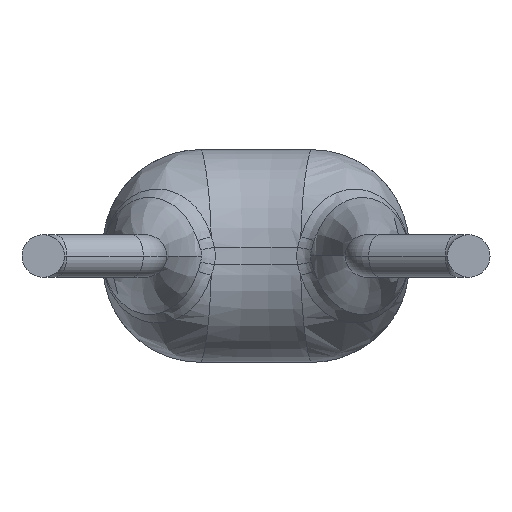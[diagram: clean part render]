
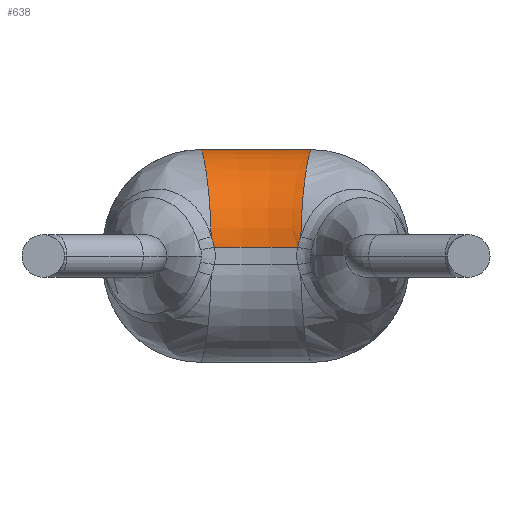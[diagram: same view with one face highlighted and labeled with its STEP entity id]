
A CAD part, front view. The second image highlights one B-rep face of the part: STEP entity #638.
In plain terms, the highlighted toroidal (fillet/blend) face has major radius 3.071 mm and minor radius 1.15 mm.
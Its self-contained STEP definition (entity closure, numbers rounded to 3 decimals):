
#86 = VERTEX_POINT ( 'NONE', #1092 ) ;
#120 = ORIENTED_EDGE ( 'NONE', *, *, #1434, .T. ) ;
#136 = EDGE_CURVE ( 'NONE', #86, #863, #374, .T. ) ;
#156 = CARTESIAN_POINT ( 'NONE',  ( -0.527, 2.433, 0.225 ) ) ;
#245 = CARTESIAN_POINT ( 'NONE',  ( 0.488, 2.437, 0.1 ) ) ;
#258 = VERTEX_POINT ( 'NONE', #2592 ) ;
#374 = B_SPLINE_CURVE_WITH_KNOTS ( 'NONE', 3,
 ( #1892, #2542, #2305, #489, #2133, #1079, #2512, #2109, #1294, #911 ),
 .UNSPECIFIED., .F., .F.,
 ( 4, 2, 2, 2, 4 ),
 ( 0., 0.001, 0.001, 0.001, 0.002 ),
 .UNSPECIFIED. ) ;
#458 = CARTESIAN_POINT ( 'NONE',  ( 0., 0.579, 1.25 ) ) ;
#489 = CARTESIAN_POINT ( 'NONE',  ( 0.556, 2.619, 0.753 ) ) ;
#562 = CARTESIAN_POINT ( 'NONE',  ( -0.537, 2.49, 0.504 ) ) ;
#565 = EDGE_CURVE ( 'NONE', #258, #86, #1768, .T. ) ;
#638 = ADVANCED_FACE ( 'NONE', ( #1284 ), #1557, .T. ) ;
#669 = CARTESIAN_POINT ( 'NONE',  ( -0.527, 2.433, 0.225 ) ) ;
#681 = CARTESIAN_POINT ( 'NONE',  ( -0.488, 2.437, 0.1 ) ) ;
#703 = ORIENTED_EDGE ( 'NONE', *, *, #1187, .T. ) ;
#720 = CARTESIAN_POINT ( 'NONE',  ( 0., 0.579, 0.1 ) ) ;
#775 = ORIENTED_EDGE ( 'NONE', *, *, #565, .T. ) ;
#863 = VERTEX_POINT ( 'NONE', #1397 ) ;
#911 = CARTESIAN_POINT ( 'NONE',  ( 0.65, 3.58, 1.25 ) ) ;
#936 = DIRECTION ( 'NONE',  ( -1., 0., 0. ) ) ;
#944 = CARTESIAN_POINT ( 'NONE',  ( -0.609, 3.036, 1.125 ) ) ;
#1018 = ORIENTED_EDGE ( 'NONE', *, *, #2447, .F. ) ;
#1040 = CARTESIAN_POINT ( 'NONE',  ( -0.65, 3.58, 1.25 ) ) ;
#1057 = AXIS2_PLACEMENT_3D ( 'NONE', #458, #1659, #2286 ) ;
#1058 = ORIENTED_EDGE ( 'NONE', *, *, #2183, .F. ) ;
#1079 = CARTESIAN_POINT ( 'NONE',  ( 0.595, 2.914, 1.051 ) ) ;
#1092 = CARTESIAN_POINT ( 'NONE',  ( 0.527, 2.433, 0.225 ) ) ;
#1125 = DIRECTION ( 'NONE',  ( 0., 0., -1. ) ) ;
#1154 = CARTESIAN_POINT ( 'NONE',  ( -0.53, 2.449, 0.366 ) ) ;
#1173 = CARTESIAN_POINT ( 'NONE',  ( -0.595, 2.914, 1.051 ) ) ;
#1187 = EDGE_CURVE ( 'NONE', #2453, #2567, #1393, .T. ) ;
#1270 = CARTESIAN_POINT ( 'NONE',  ( 0.497, 2.435, 0.143 ) ) ;
#1284 = FACE_OUTER_BOUND ( 'NONE', #1465, .T. ) ;
#1294 = CARTESIAN_POINT ( 'NONE',  ( 0.642, 3.44, 1.25 ) ) ;
#1393 = B_SPLINE_CURVE_WITH_KNOTS ( 'NONE', 3,
 ( #2561, #1535, #2358, #944, #1173, #2588, #1758, #562, #1154, #156 ),
 .UNSPECIFIED., .F., .F.,
 ( 4, 2, 2, 2, 4 ),
 ( 0., 0., 0.001, 0.001, 0.002 ),
 .UNSPECIFIED. ) ;
#1397 = CARTESIAN_POINT ( 'NONE',  ( 0.65, 3.58, 1.25 ) ) ;
#1434 = EDGE_CURVE ( 'NONE', #2567, #1846, #1791, .T. ) ;
#1448 = CIRCLE ( 'NONE', #2507, 1.921 ) ;
#1465 = EDGE_LOOP ( 'NONE', ( #703, #120, #1058, #775, #1578, #1018 ) ) ;
#1497 = CARTESIAN_POINT ( 'NONE',  ( -0.527, 2.433, 0.225 ) ) ;
#1533 = CARTESIAN_POINT ( 'NONE',  ( 0., 0.579, 0.1 ) ) ;
#1535 = CARTESIAN_POINT ( 'NONE',  ( -0.643, 3.44, 1.25 ) ) ;
#1557 = TOROIDAL_SURFACE ( 'NONE', #2049, 3.071, 1.15 ) ;
#1578 = ORIENTED_EDGE ( 'NONE', *, *, #136, .T. ) ;
#1659 = DIRECTION ( 'NONE',  ( 0., 0., -1. ) ) ;
#1683 = CARTESIAN_POINT ( 'NONE',  ( 0.527, 2.433, 0.225 ) ) ;
#1756 = CIRCLE ( 'NONE', #1057, 3.071 ) ;
#1758 = CARTESIAN_POINT ( 'NONE',  ( -0.556, 2.619, 0.753 ) ) ;
#1768 = B_SPLINE_CURVE_WITH_KNOTS ( 'NONE', 3,
 ( #245, #1270, #2515, #1683 ),
 .UNSPECIFIED., .F., .F.,
 ( 4, 4 ),
 ( 0., 0. ),
 .UNSPECIFIED. ) ;
#1791 = B_SPLINE_CURVE_WITH_KNOTS ( 'NONE', 3,
 ( #669, #1866, #2502, #681 ),
 .UNSPECIFIED., .F., .F.,
 ( 4, 4 ),
 ( 0., 0. ),
 .UNSPECIFIED. ) ;
#1846 = VERTEX_POINT ( 'NONE', #1864 ) ;
#1864 = CARTESIAN_POINT ( 'NONE',  ( -0.488, 2.437, 0.1 ) ) ;
#1866 = CARTESIAN_POINT ( 'NONE',  ( -0.51, 2.434, 0.185 ) ) ;
#1892 = CARTESIAN_POINT ( 'NONE',  ( 0.527, 2.433, 0.225 ) ) ;
#2049 = AXIS2_PLACEMENT_3D ( 'NONE', #1533, #1125, #2338 ) ;
#2109 = CARTESIAN_POINT ( 'NONE',  ( 0.632, 3.299, 1.224 ) ) ;
#2133 = CARTESIAN_POINT ( 'NONE',  ( 0.569, 2.706, 0.866 ) ) ;
#2148 = DIRECTION ( 'NONE',  ( 0., 0., 1. ) ) ;
#2183 = EDGE_CURVE ( 'NONE', #258, #1846, #1448, .T. ) ;
#2286 = DIRECTION ( 'NONE',  ( -1., 0., 0. ) ) ;
#2305 = CARTESIAN_POINT ( 'NONE',  ( 0.537, 2.49, 0.503 ) ) ;
#2338 = DIRECTION ( 'NONE',  ( -1., 0., 0. ) ) ;
#2358 = CARTESIAN_POINT ( 'NONE',  ( -0.632, 3.299, 1.224 ) ) ;
#2447 = EDGE_CURVE ( 'NONE', #2453, #863, #1756, .T. ) ;
#2453 = VERTEX_POINT ( 'NONE', #1040 ) ;
#2502 = CARTESIAN_POINT ( 'NONE',  ( -0.497, 2.435, 0.143 ) ) ;
#2507 = AXIS2_PLACEMENT_3D ( 'NONE', #720, #2148, #936 ) ;
#2512 = CARTESIAN_POINT ( 'NONE',  ( 0.609, 3.037, 1.125 ) ) ;
#2515 = CARTESIAN_POINT ( 'NONE',  ( 0.51, 2.434, 0.185 ) ) ;
#2542 = CARTESIAN_POINT ( 'NONE',  ( 0.53, 2.449, 0.365 ) ) ;
#2561 = CARTESIAN_POINT ( 'NONE',  ( -0.65, 3.58, 1.25 ) ) ;
#2567 = VERTEX_POINT ( 'NONE', #1497 ) ;
#2588 = CARTESIAN_POINT ( 'NONE',  ( -0.569, 2.707, 0.866 ) ) ;
#2592 = CARTESIAN_POINT ( 'NONE',  ( 0.488, 2.437, 0.1 ) ) ;
